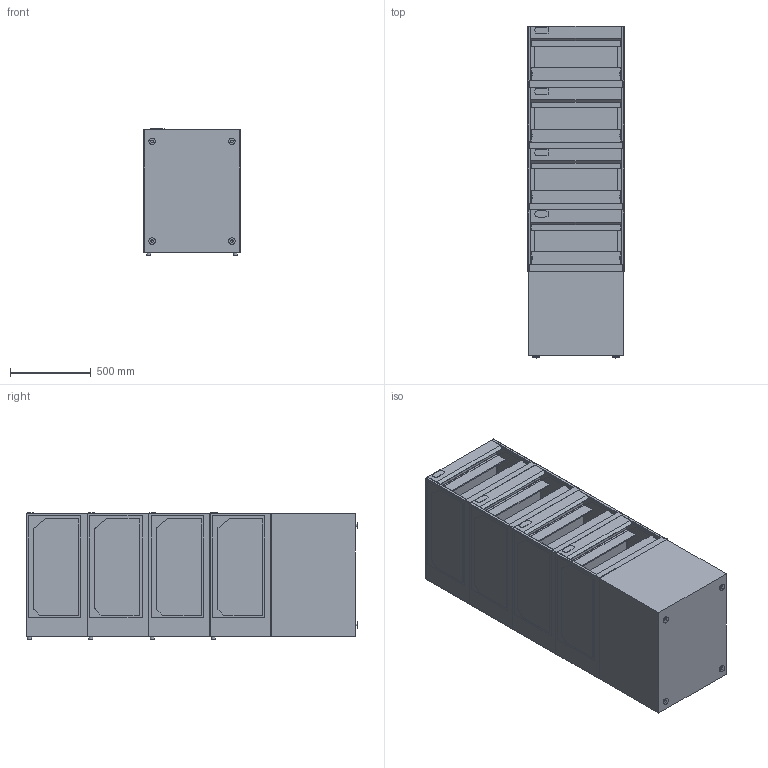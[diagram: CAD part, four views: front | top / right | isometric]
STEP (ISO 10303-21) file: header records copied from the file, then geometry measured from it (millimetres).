
FILE_DESCRIPTION(/* description */ ('Umluftwärmevitrine'),/* implementation_level */ '2;1');
FILE_NAME(/* name */ '3D-AKE-00020635.stp',/* time_stamp */ '2024-09-18T14:13:58+02:00',/* author */ ('marina.schachner'),/* organization */ (''),/* preprocessor_version */ 'ST-DEVELOPER v20',/* originating_system */ 'Autodesk Inventor 2024',/* authorisation */ '');
FILE_SCHEMA (('AUTOMOTIVE_DESIGN { 1 0 10303 214 3 1 1 }'));
Length unit declared in the file: millimetre
Products named in the file (1): 3D-AKE-00020635
Bounding box: 596 x 2058 x 786.35 mm (x, y, z)
Volume: 495407171.1 mm3; surface area: 24735966.6 mm2
Topology: 76 solids, 76 shells, 1240 faces, 3044 edges, 2024 vertices
Faces by surface type: plane 992, cylinder 248
Full cylindrical faces by diameter (mm): 16 x4, 25 x8, 40 x4
Entity records: 36258 total; most frequent: CARTESIAN_POINT 6309, ORIENTED_EDGE 6088, DIRECTION 6022, EDGE_CURVE 3044, LINE 2548, VECTOR 2548, VERTEX_POINT 2024, AXIS2_PLACEMENT_3D 1737
